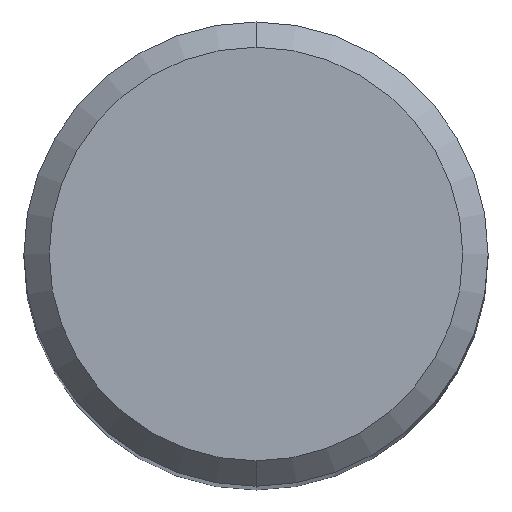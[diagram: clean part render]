
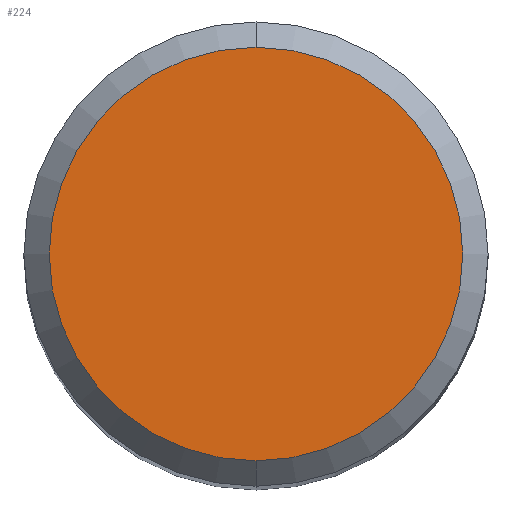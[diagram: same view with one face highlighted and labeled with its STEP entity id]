
A CAD part, top view. The second image highlights one B-rep face of the part: STEP entity #224.
In plain terms, the highlighted planar face has unit normal (0, 0, 1).
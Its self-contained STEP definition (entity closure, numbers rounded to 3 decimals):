
#136=VERTEX_POINT('',#341);
#224=ADVANCED_FACE('',(#440),#441,.T.);
#250=VERTEX_POINT('',#471);
#252=EDGE_CURVE('',#136,#250,#473,.T.);
#294=EDGE_CURVE('',#250,#136,#521,.T.);
#341=CARTESIAN_POINT('',(0.0,4.9,50.62));
#440=FACE_OUTER_BOUND('',#702,.T.);
#441=PLANE('',#703);
#471=CARTESIAN_POINT('',(0.,-4.9,50.62));
#473=CIRCLE('',#742,4.9);
#521=CIRCLE('',#796,4.9);
#702=EDGE_LOOP('',(#969,#970));
#703=AXIS2_PLACEMENT_3D('',#971,#972,#973);
#742=AXIS2_PLACEMENT_3D('',#1014,#1015,#1016);
#796=AXIS2_PLACEMENT_3D('',#1070,#1071,#1072);
#969=ORIENTED_EDGE('',*,*,#252,.F.);
#970=ORIENTED_EDGE('',*,*,#294,.F.);
#971=CARTESIAN_POINT('',(0.0,2.45,50.62));
#972=DIRECTION('',(-0.0,0.0,1.0));
#973=DIRECTION('',(0.0,-1.0,0.0));
#1014=CARTESIAN_POINT('',(0.0,0.0,50.62));
#1015=DIRECTION('',(0.0,0.0,-1.0));
#1016=DIRECTION('',(0.0,1.0,0.0));
#1070=CARTESIAN_POINT('',(0.0,0.0,50.62));
#1071=DIRECTION('',(0.0,0.0,-1.0));
#1072=DIRECTION('',(0.0,1.0,0.0));
